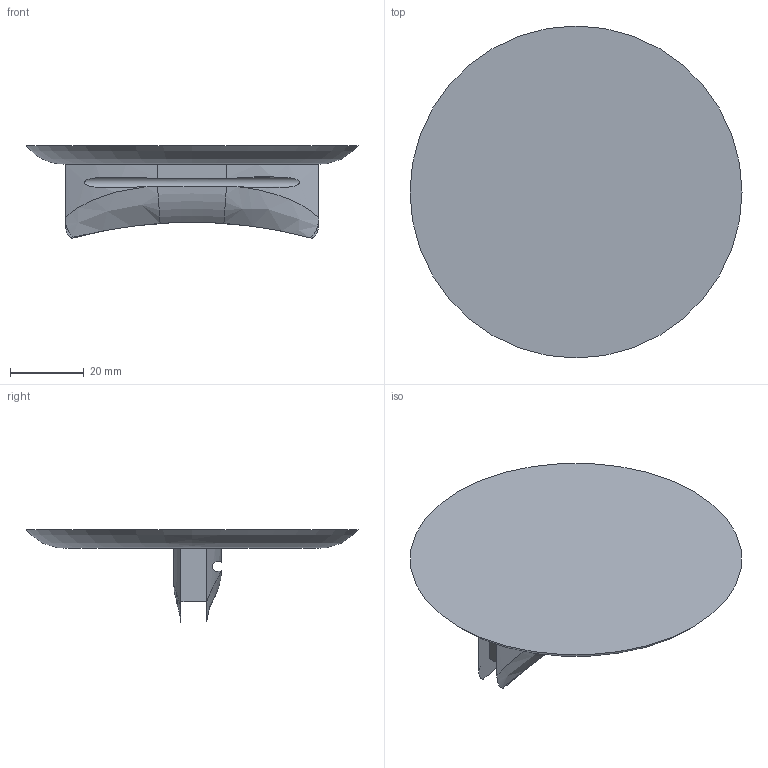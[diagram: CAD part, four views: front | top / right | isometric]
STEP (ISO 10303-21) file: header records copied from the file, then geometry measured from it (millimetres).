
FILE_DESCRIPTION(/* description */ (''),/* implementation_level */ '2;1');
FILE_NAME(/* name */ 'ring-light-stand.stp',/* time_stamp */ '2025-02-09T23:01:54Z',/* author */ ('IWHeard'),/* organization */ (''),/* preprocessor_version */ 'ST-DEVELOPER v20',/* originating_system */ 'Autodesk Inventor 2024',/* authorisation */ '');
FILE_SCHEMA (('AUTOMOTIVE_DESIGN { 1 0 10303 214 3 1 1 }'));
Length unit declared in the file: millimetre
Products named in the file (1): ring-light-stand
Bounding box: 90 x 90 x 25.17 mm (x, y, z)
Volume: 37019.2 mm3; surface area: 16578.8 mm2
Topology: 1 solids, 1 shells, 21 faces, 56 edges, 38 vertices
Faces by surface type: plane 8, cylinder 6, bspline 4, torus 3
Entity records: 1203 total; most frequent: CARTESIAN_POINT 648, ORIENTED_EDGE 112, DIRECTION 99, EDGE_CURVE 56, VERTEX_POINT 38, AXIS2_PLACEMENT_3D 38, LINE 23, VECTOR 23
